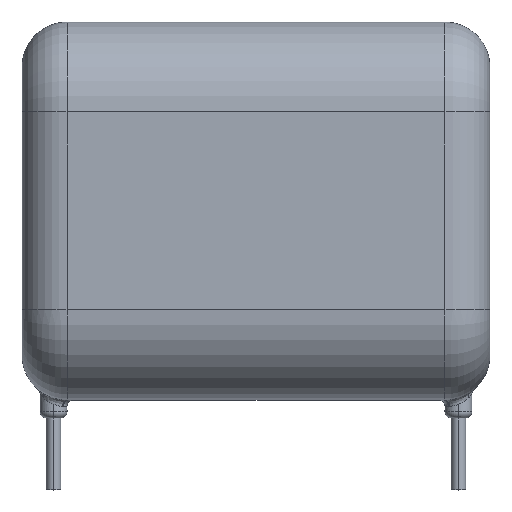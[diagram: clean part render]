
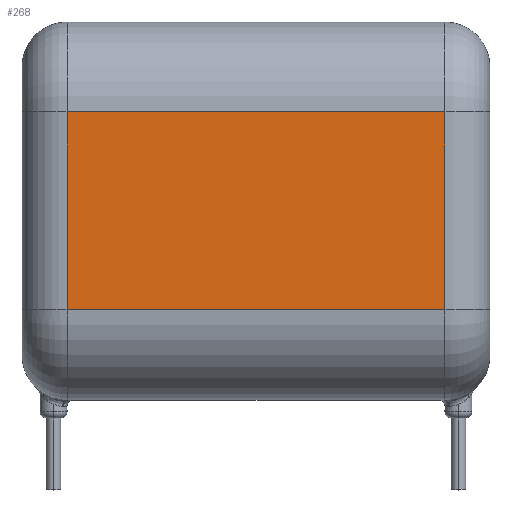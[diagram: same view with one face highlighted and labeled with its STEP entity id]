
A CAD part, top view. The second image highlights one B-rep face of the part: STEP entity #268.
In plain terms, the highlighted planar face has unit normal (0, 0, 1).
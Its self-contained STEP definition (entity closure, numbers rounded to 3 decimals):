
#159 = VERTEX_POINT ( 'NONE', #674 ) ;
#161 = EDGE_CURVE ( 'NONE', #159, #215, #673, .T. ) ;
#215 = VERTEX_POINT ( 'NONE', #912 ) ;
#242 = EDGE_CURVE ( 'NONE', #243, #244, #1023, .T. ) ;
#243 = VERTEX_POINT ( 'NONE', #1019 ) ;
#244 = VERTEX_POINT ( 'NONE', #1018 ) ;
#268 = ADVANCED_FACE ( 'NONE', ( #1068 ), #1113, .F. ) ;
#269 = EDGE_LOOP ( 'NONE', ( #2488, #2457, #2466, #2480 ) ) ;
#673 = LINE ( 'NONE', #726, #725 ) ;
#674 = CARTESIAN_POINT ( 'NONE',  ( 10.5, 7., 5.75 ) ) ;
#724 = DIRECTION ( 'NONE',  ( -1., 0., 0. ) ) ;
#725 = VECTOR ( 'NONE', #724, 1000. ) ;
#726 = CARTESIAN_POINT ( 'NONE',  ( 13., 7., 5.75 ) ) ;
#912 = CARTESIAN_POINT ( 'NONE',  ( -10.5, 7., 5.75 ) ) ;
#1018 = CARTESIAN_POINT ( 'NONE',  ( -10.5, 18., 5.75 ) ) ;
#1019 = CARTESIAN_POINT ( 'NONE',  ( 10.5, 18., 5.75 ) ) ;
#1020 = DIRECTION ( 'NONE',  ( -1., 0., 0. ) ) ;
#1021 = VECTOR ( 'NONE', #1020, 1000. ) ;
#1022 = CARTESIAN_POINT ( 'NONE',  ( 13., 18., 5.75 ) ) ;
#1023 = LINE ( 'NONE', #1022, #1021 ) ;
#1068 = FACE_OUTER_BOUND ( 'NONE', #269, .T. ) ;
#1108 = DIRECTION ( 'NONE',  ( 0., 1., 0. ) ) ;
#1109 = DIRECTION ( 'NONE',  ( 0., 0., -1. ) ) ;
#1110 = CARTESIAN_POINT ( 'NONE',  ( 13., 18., 5.75 ) ) ;
#1111 = AXIS2_PLACEMENT_3D ( 'NONE', #1110, #1109, #1108 ) ;
#1113 = PLANE ( 'NONE',  #1111 ) ;
#1918 = DIRECTION ( 'NONE',  ( 0., -1., 0. ) ) ;
#1919 = VECTOR ( 'NONE', #1918, 1000. ) ;
#1930 = CARTESIAN_POINT ( 'NONE',  ( -10.5, 18., 5.75 ) ) ;
#1932 = LINE ( 'NONE', #1930, #1919 ) ;
#1978 = DIRECTION ( 'NONE',  ( 0., 1., 0. ) ) ;
#1979 = VECTOR ( 'NONE', #1978, 1000. ) ;
#1980 = CARTESIAN_POINT ( 'NONE',  ( 10.5, 18., 5.75 ) ) ;
#1981 = LINE ( 'NONE', #1980, #1979 ) ;
#2450 = EDGE_CURVE ( 'NONE', #244, #215, #1932, .T. ) ;
#2457 = ORIENTED_EDGE ( 'NONE', *, *, #2450, .T. ) ;
#2466 = ORIENTED_EDGE ( 'NONE', *, *, #161, .F. ) ;
#2479 = EDGE_CURVE ( 'NONE', #159, #243, #1981, .T. ) ;
#2480 = ORIENTED_EDGE ( 'NONE', *, *, #2479, .T. ) ;
#2488 = ORIENTED_EDGE ( 'NONE', *, *, #242, .T. ) ;
